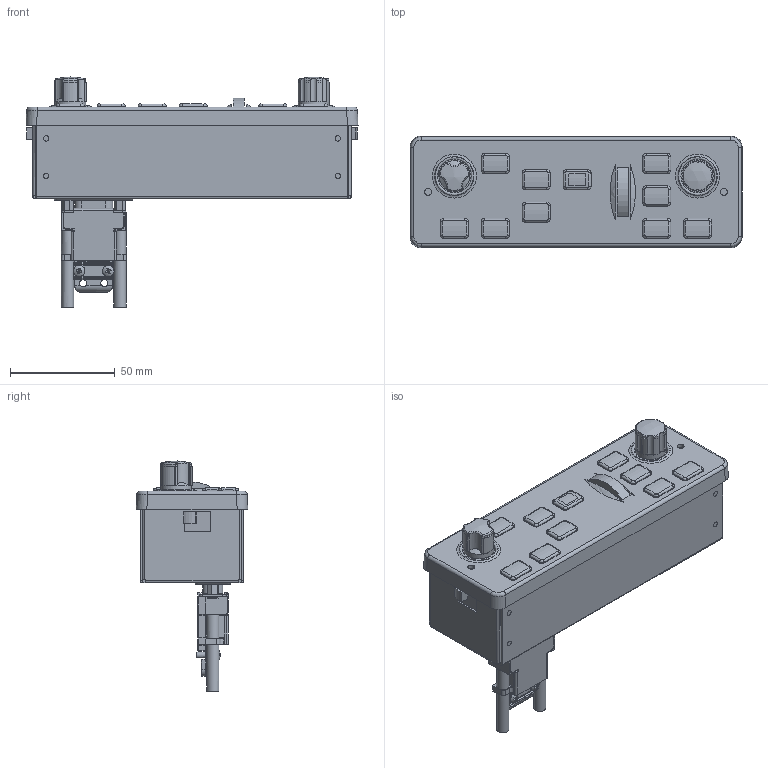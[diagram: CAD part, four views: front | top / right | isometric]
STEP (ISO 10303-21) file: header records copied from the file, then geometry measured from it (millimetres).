
FILE_DESCRIPTION (( 'STEP AP203' ), '1' );
FILE_NAME ('GMC307_015-03993-XX_rev11.STEP', '2017-08-30T21:12:15', ( 'Garmin' ), ( 'Garmin' ), 'SwSTEP 2.0', 'SolidWorks 2016', '' );
FILE_SCHEMA (( 'CONFIG_CONTROL_DESIGN' ));
Length unit declared in the file: inch
Products named in the file (1): GMC307_015-03993-XX_rev11
Bounding box: 158.75 x 53.34 x 110.02 mm (x, y, z)
Volume: 9424.7 mm3; surface area: 50432.2 mm2
Topology: 10 solids, 15 shells, 1167 faces, 2804 edges, 1720 vertices
Faces by surface type: plane 547, cylinder 406, bspline 83, torus 71, sphere 30, cone 30
Full cylindrical faces by diameter (mm): 1.397 x30, 2.261 x2, 2.5 x1, 2.54 x8, 2.845 x8, 3.048 x2, 3.175 x2, 3.264 x2, 3.302 x3, 3.454 x2, 4.826 x2, 4.877 x3, 5.11 x3, 5.385 x3, 5.41 x3, 5.588 x2, 5.944 x2, 10.668 x2, 14.732 x2
Entity records: 36074 total; most frequent: CARTESIAN_POINT 10167, ORIENTED_EDGE 5298, DIRECTION 5290, EDGE_CURVE 2649, AXIS2_PLACEMENT_3D 1943, VERTEX_POINT 1683, VECTOR 1404, LINE 1404
